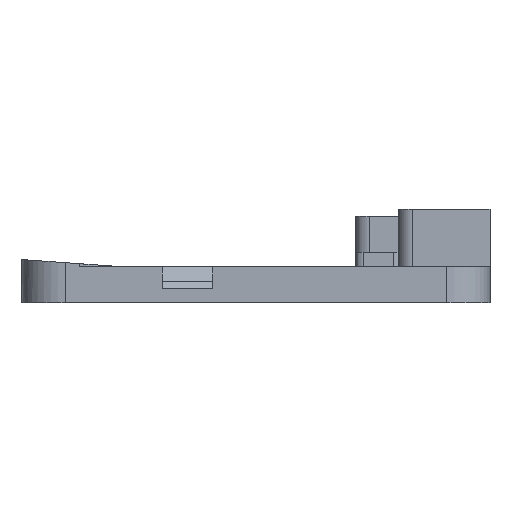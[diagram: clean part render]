
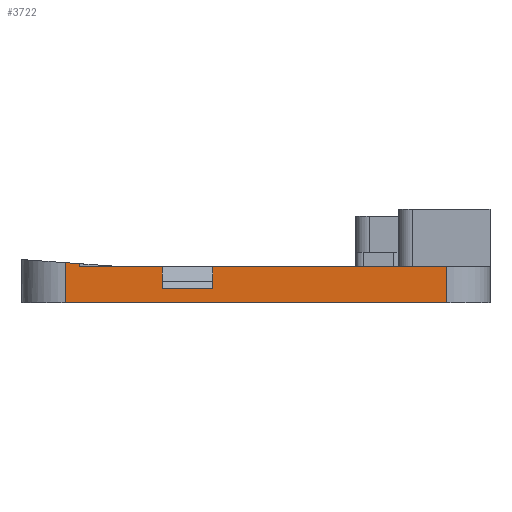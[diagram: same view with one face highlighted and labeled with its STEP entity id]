
A CAD part, front view. The second image highlights one B-rep face of the part: STEP entity #3722.
In plain terms, the highlighted planar face has unit normal (0, -1, 0).
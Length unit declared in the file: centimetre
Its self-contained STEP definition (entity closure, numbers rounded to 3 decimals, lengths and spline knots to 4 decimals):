
#55 = EDGE_CURVE ( 'NONE', #1417, #968, #5037, .T. ) ;
#63 = LINE ( 'NONE', #6886, #8646 ) ;
#92 = DIRECTION ( 'NONE',  ( 1., 0., 0. ) ) ;
#94 = EDGE_CURVE ( 'NONE', #4888, #7559, #63, .T. ) ;
#99 = DIRECTION ( 'NONE',  ( 0., -1., 0. ) ) ;
#131 = CARTESIAN_POINT ( 'NONE',  ( -5.29, -6.4, 0. ) ) ;
#147 = PLANE ( 'NONE',  #9184 ) ;
#483 = DIRECTION ( 'NONE',  ( 0., 0., -1. ) ) ;
#644 = EDGE_CURVE ( 'NONE', #10184, #6966, #8380, .T. ) ;
#681 = DIRECTION ( 'NONE',  ( 0., 0., -1. ) ) ;
#709 = CARTESIAN_POINT ( 'NONE',  ( -5.29, -6.4, 0. ) ) ;
#803 = CARTESIAN_POINT ( 'NONE',  ( 0., -6.4, 0. ) ) ;
#874 = CARTESIAN_POINT ( 'NONE',  ( -3.945, -6.4, 0. ) ) ;
#968 = VERTEX_POINT ( 'NONE', #2018 ) ;
#1057 = LINE ( 'NONE', #2432, #3543 ) ;
#1174 = EDGE_CURVE ( 'NONE', #6966, #3873, #7842, .T. ) ;
#1287 = CARTESIAN_POINT ( 'NONE',  ( -5.29, -6.4, -0.3 ) ) ;
#1417 = VERTEX_POINT ( 'NONE', #6785 ) ;
#1438 = DIRECTION ( 'NONE',  ( -1., 0., 0. ) ) ;
#1698 = EDGE_CURVE ( 'NONE', #10184, #7545, #6562, .T. ) ;
#1704 = CARTESIAN_POINT ( 'NONE',  ( -5.09, -6.4, 0. ) ) ;
#2018 = CARTESIAN_POINT ( 'NONE',  ( 0., -6.4, -0.5 ) ) ;
#2134 = VECTOR ( 'NONE', #5004, 100. ) ;
#2188 = EDGE_CURVE ( 'NONE', #7559, #7545, #5339, .T. ) ;
#2432 = CARTESIAN_POINT ( 'NONE',  ( -2.645, -6.4, -0.5 ) ) ;
#2763 = VERTEX_POINT ( 'NONE', #7552 ) ;
#2797 = ORIENTED_EDGE ( 'NONE', *, *, #94, .T. ) ;
#3045 = ORIENTED_EDGE ( 'NONE', *, *, #1698, .F. ) ;
#3145 = ORIENTED_EDGE ( 'NONE', *, *, #7459, .T. ) ;
#3250 = LINE ( 'NONE', #1287, #9604 ) ;
#3349 = CARTESIAN_POINT ( 'NONE',  ( -3.245, -6.4, 0. ) ) ;
#3435 = VECTOR ( 'NONE', #681, 100. ) ;
#3543 = VECTOR ( 'NONE', #9048, 100. ) ;
#3581 = DIRECTION ( 'NONE',  ( -1., 0., 0. ) ) ;
#3720 = CARTESIAN_POINT ( 'NONE',  ( -5.29, -6.4, 0. ) ) ;
#3722 = ADVANCED_FACE ( 'NONE', ( #8095 ), #147, .T. ) ;
#3809 = LINE ( 'NONE', #10002, #2134 ) ;
#3873 = VERTEX_POINT ( 'NONE', #6368 ) ;
#4696 = VECTOR ( 'NONE', #7728, 100. ) ;
#4708 = VECTOR ( 'NONE', #6932, 100. ) ;
#4738 = EDGE_CURVE ( 'NONE', #1417, #6285, #6933, .T. ) ;
#4888 = VERTEX_POINT ( 'NONE', #9846 ) ;
#4929 = ORIENTED_EDGE ( 'NONE', *, *, #644, .T. ) ;
#5004 = DIRECTION ( 'NONE',  ( 0., 0., -1. ) ) ;
#5037 = LINE ( 'NONE', #803, #7240 ) ;
#5200 = CARTESIAN_POINT ( 'NONE',  ( -5.09, -6.4, 0.0429 ) ) ;
#5265 = DIRECTION ( 'NONE',  ( 0., 0., 1. ) ) ;
#5339 = LINE ( 'NONE', #3720, #5886 ) ;
#5717 = EDGE_CURVE ( 'NONE', #2763, #4888, #3250, .T. ) ;
#5886 = VECTOR ( 'NONE', #3581, 100. ) ;
#5942 = ORIENTED_EDGE ( 'NONE', *, *, #4738, .T. ) ;
#6195 = VECTOR ( 'NONE', #10291, 100. ) ;
#6285 = VERTEX_POINT ( 'NONE', #3349 ) ;
#6368 = CARTESIAN_POINT ( 'NONE',  ( -5.29, -6.4, -0.5 ) ) ;
#6466 = ORIENTED_EDGE ( 'NONE', *, *, #55, .F. ) ;
#6562 = LINE ( 'NONE', #7810, #4696 ) ;
#6693 = CARTESIAN_POINT ( 'NONE',  ( -5.29, -6.4, 0.0571 ) ) ;
#6785 = CARTESIAN_POINT ( 'NONE',  ( 0., -6.4, 0. ) ) ;
#6886 = CARTESIAN_POINT ( 'NONE',  ( -3.945, -6.4, 0. ) ) ;
#6932 = DIRECTION ( 'NONE',  ( -1., 0., 0. ) ) ;
#6933 = LINE ( 'NONE', #6961, #4708 ) ;
#6961 = CARTESIAN_POINT ( 'NONE',  ( -5.29, -6.4, 0. ) ) ;
#6966 = VERTEX_POINT ( 'NONE', #6693 ) ;
#7240 = VECTOR ( 'NONE', #483, 100. ) ;
#7396 = ORIENTED_EDGE ( 'NONE', *, *, #5717, .T. ) ;
#7459 = EDGE_CURVE ( 'NONE', #3873, #968, #1057, .T. ) ;
#7545 = VERTEX_POINT ( 'NONE', #1704 ) ;
#7546 = EDGE_CURVE ( 'NONE', #6285, #2763, #3809, .T. ) ;
#7552 = CARTESIAN_POINT ( 'NONE',  ( -3.245, -6.4, -0.3 ) ) ;
#7559 = VERTEX_POINT ( 'NONE', #874 ) ;
#7728 = DIRECTION ( 'NONE',  ( 0., 0., -1. ) ) ;
#7810 = CARTESIAN_POINT ( 'NONE',  ( -5.09, -6.4, 0. ) ) ;
#7842 = LINE ( 'NONE', #709, #3435 ) ;
#8095 = FACE_OUTER_BOUND ( 'NONE', #9427, .T. ) ;
#8380 = LINE ( 'NONE', #10339, #6195 ) ;
#8646 = VECTOR ( 'NONE', #5265, 100. ) ;
#8728 = ORIENTED_EDGE ( 'NONE', *, *, #7546, .T. ) ;
#9048 = DIRECTION ( 'NONE',  ( 1., 0., 0. ) ) ;
#9184 = AXIS2_PLACEMENT_3D ( 'NONE', #131, #99, #92 ) ;
#9427 = EDGE_LOOP ( 'NONE', ( #2797, #10237, #3045, #4929, #9444, #3145, #6466, #5942, #8728, #7396 ) ) ;
#9444 = ORIENTED_EDGE ( 'NONE', *, *, #1174, .T. ) ;
#9604 = VECTOR ( 'NONE', #1438, 100. ) ;
#9846 = CARTESIAN_POINT ( 'NONE',  ( -3.945, -6.4, -0.3 ) ) ;
#10002 = CARTESIAN_POINT ( 'NONE',  ( -3.245, -6.4, 0. ) ) ;
#10184 = VERTEX_POINT ( 'NONE', #5200 ) ;
#10237 = ORIENTED_EDGE ( 'NONE', *, *, #2188, .T. ) ;
#10291 = DIRECTION ( 'NONE',  ( -0.997, 0., 0.071 ) ) ;
#10339 = CARTESIAN_POINT ( 'NONE',  ( -5.09, -6.4, 0.0429 ) ) ;
